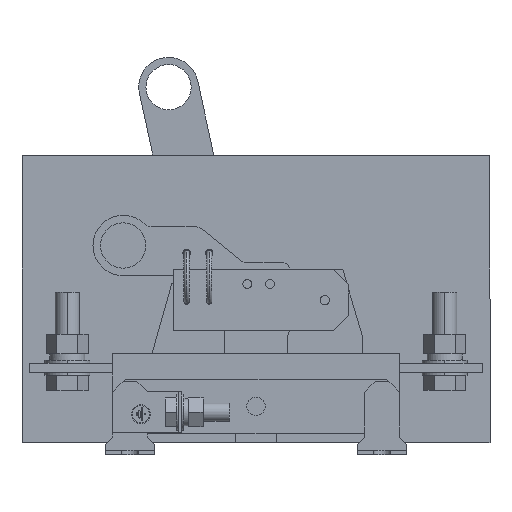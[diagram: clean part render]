
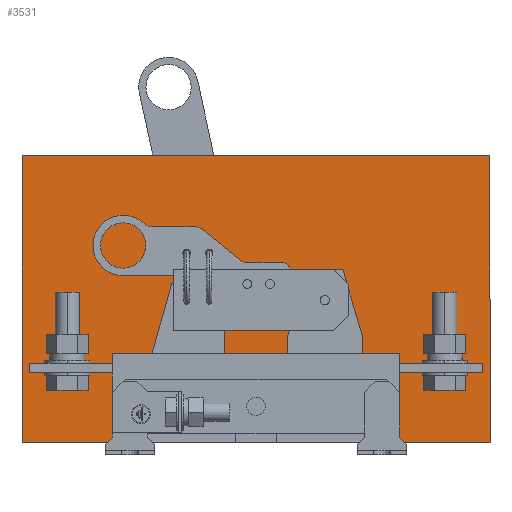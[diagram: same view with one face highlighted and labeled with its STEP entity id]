
A CAD part, left-side view. The second image highlights one B-rep face of the part: STEP entity #3531.
In plain terms, the highlighted planar face has unit normal (-1, 0, 0).
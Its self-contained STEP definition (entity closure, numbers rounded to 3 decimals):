
#273 = LINE ( 'NONE', #18224, #978 ) ;
#471 = CARTESIAN_POINT ( 'NONE',  ( -50., 0., -18. ) ) ;
#683 = VECTOR ( 'NONE', #8608, 1000. ) ;
#685 = EDGE_CURVE ( 'NONE', #24500, #11282, #22735, .T. ) ;
#712 = ORIENTED_EDGE ( 'NONE', *, *, #2774, .F. ) ;
#978 = VECTOR ( 'NONE', #2957, 1000. ) ;
#1010 = DIRECTION ( 'NONE',  ( 0., -1., 0. ) ) ;
#1041 = ORIENTED_EDGE ( 'NONE', *, *, #8539, .F. ) ;
#1256 = VECTOR ( 'NONE', #6087, 1000. ) ;
#1884 = CARTESIAN_POINT ( 'NONE',  ( -50., -155., -23.245 ) ) ;
#2031 = CARTESIAN_POINT ( 'NONE',  ( -50., 0., 18. ) ) ;
#2458 = LINE ( 'NONE', #5791, #14216 ) ;
#2466 = ORIENTED_EDGE ( 'NONE', *, *, #22481, .T. ) ;
#2489 = ORIENTED_EDGE ( 'NONE', *, *, #8721, .F. ) ;
#2572 = VECTOR ( 'NONE', #21416, 1000. ) ;
#2774 = EDGE_CURVE ( 'NONE', #11282, #14891, #20612, .T. ) ;
#2957 = DIRECTION ( 'NONE',  ( 0., 0., -1. ) ) ;
#2968 = CARTESIAN_POINT ( 'NONE',  ( -50., 95.25, -18. ) ) ;
#3016 = CARTESIAN_POINT ( 'NONE',  ( -50., 75.5, 0. ) ) ;
#3107 = CARTESIAN_POINT ( 'NONE',  ( -50., -75.5, 18. ) ) ;
#3117 = VERTEX_POINT ( 'NONE', #1884 ) ;
#3431 = CARTESIAN_POINT ( 'NONE',  ( -50., 95.25, 18. ) ) ;
#3531 = ADVANCED_FACE ( 'NONE', ( #13921 ), #14654, .F. ) ;
#3554 = EDGE_LOOP ( 'NONE', ( #27888, #2466, #14880, #20545, #21885, #27576, #23956, #25286, #20895, #26581, #1041, #2489, #8491, #14900, #20566, #712 ) ) ;
#3583 = CARTESIAN_POINT ( 'NONE',  ( -50., 0., 0. ) ) ;
#3856 = DIRECTION ( 'NONE',  ( 0., -1., 0. ) ) ;
#4324 = CARTESIAN_POINT ( 'NONE',  ( -50., 0., 23.25 ) ) ;
#4336 = DIRECTION ( 'NONE',  ( 0., -1., 0. ) ) ;
#5402 = CARTESIAN_POINT ( 'NONE',  ( -50., 0., -18. ) ) ;
#5614 = CARTESIAN_POINT ( 'NONE',  ( -50., -95.25, 18. ) ) ;
#5631 = EDGE_CURVE ( 'NONE', #21045, #18449, #26961, .T. ) ;
#5791 = CARTESIAN_POINT ( 'NONE',  ( -50., 75.5, 0. ) ) ;
#6087 = DIRECTION ( 'NONE',  ( 0., 0., 1. ) ) ;
#6119 = VECTOR ( 'NONE', #11757, 1000. ) ;
#6358 = CARTESIAN_POINT ( 'NONE',  ( -50., -75.5, -18. ) ) ;
#6507 = EDGE_CURVE ( 'NONE', #16221, #22096, #23961, .T. ) ;
#6557 = CARTESIAN_POINT ( 'NONE',  ( -50., 155., -23.245 ) ) ;
#6632 = LINE ( 'NONE', #3016, #7315 ) ;
#6674 = LINE ( 'NONE', #16431, #16793 ) ;
#6759 = DIRECTION ( 'NONE',  ( 0., 1., 0. ) ) ;
#7002 = CARTESIAN_POINT ( 'NONE',  ( -50., 75.5, -18. ) ) ;
#7192 = VERTEX_POINT ( 'NONE', #17713 ) ;
#7315 = VECTOR ( 'NONE', #18274, 1000. ) ;
#7595 = VECTOR ( 'NONE', #4336, 1000. ) ;
#7848 = EDGE_CURVE ( 'NONE', #18748, #27925, #23883, .T. ) ;
#7854 = VERTEX_POINT ( 'NONE', #3431 ) ;
#8037 = DIRECTION ( 'NONE',  ( 0., 0., -1. ) ) ;
#8095 = CARTESIAN_POINT ( 'NONE',  ( -50., -95.25, -18. ) ) ;
#8287 = LINE ( 'NONE', #2031, #7595 ) ;
#8491 = ORIENTED_EDGE ( 'NONE', *, *, #9447, .F. ) ;
#8539 = EDGE_CURVE ( 'NONE', #16951, #22096, #23505, .T. ) ;
#8573 = LINE ( 'NONE', #19208, #2572 ) ;
#8608 = DIRECTION ( 'NONE',  ( 0., 0., -1. ) ) ;
#8721 = EDGE_CURVE ( 'NONE', #12537, #16951, #24505, .T. ) ;
#8997 = CARTESIAN_POINT ( 'NONE',  ( -50., -95.25, 0. ) ) ;
#9038 = CARTESIAN_POINT ( 'NONE',  ( -50., 95.25, 0. ) ) ;
#9447 = EDGE_CURVE ( 'NONE', #3117, #12537, #12727, .T. ) ;
#11282 = VERTEX_POINT ( 'NONE', #20146 ) ;
#11757 = DIRECTION ( 'NONE',  ( 0., 1., 0. ) ) ;
#12040 = VECTOR ( 'NONE', #22969, 1000. ) ;
#12537 = VERTEX_POINT ( 'NONE', #20549 ) ;
#12684 = DIRECTION ( 'NONE',  ( 1., 0., 0. ) ) ;
#12727 = LINE ( 'NONE', #6557, #17699 ) ;
#13921 = FACE_OUTER_BOUND ( 'NONE', #3554, .T. ) ;
#14216 = VECTOR ( 'NONE', #8037, 1000. ) ;
#14654 = PLANE ( 'NONE',  #25134 ) ;
#14880 = ORIENTED_EDGE ( 'NONE', *, *, #5631, .T. ) ;
#14891 = VERTEX_POINT ( 'NONE', #17565 ) ;
#14900 = ORIENTED_EDGE ( 'NONE', *, *, #24890, .F. ) ;
#14994 = CARTESIAN_POINT ( 'NONE',  ( -50., -155., 166.75 ) ) ;
#15473 = EDGE_CURVE ( 'NONE', #7854, #18449, #24179, .T. ) ;
#15612 = VECTOR ( 'NONE', #6759, 1000. ) ;
#16221 = VERTEX_POINT ( 'NONE', #5614 ) ;
#16431 = CARTESIAN_POINT ( 'NONE',  ( -50., 155., 166.75 ) ) ;
#16793 = VECTOR ( 'NONE', #1010, 1000. ) ;
#16879 = CARTESIAN_POINT ( 'NONE',  ( -50., -75.5, 0. ) ) ;
#16951 = VERTEX_POINT ( 'NONE', #6358 ) ;
#17090 = VECTOR ( 'NONE', #22714, 1000. ) ;
#17565 = CARTESIAN_POINT ( 'NONE',  ( -50., 155., 166.75 ) ) ;
#17594 = CARTESIAN_POINT ( 'NONE',  ( -50., 75.5, -23.245 ) ) ;
#17611 = LINE ( 'NONE', #18144, #6119 ) ;
#17699 = VECTOR ( 'NONE', #19425, 1000. ) ;
#17713 = CARTESIAN_POINT ( 'NONE',  ( -50., 75.5, 18. ) ) ;
#18144 = CARTESIAN_POINT ( 'NONE',  ( -50., 0., 18. ) ) ;
#18224 = CARTESIAN_POINT ( 'NONE',  ( -50., -75.5, 0. ) ) ;
#18274 = DIRECTION ( 'NONE',  ( 0., 0., 1. ) ) ;
#18396 = VECTOR ( 'NONE', #24050, 1000. ) ;
#18449 = VERTEX_POINT ( 'NONE', #2968 ) ;
#18748 = VERTEX_POINT ( 'NONE', #22295 ) ;
#18793 = EDGE_CURVE ( 'NONE', #7192, #7854, #17611, .T. ) ;
#18857 = DIRECTION ( 'NONE',  ( 0., 0., -1. ) ) ;
#19104 = VERTEX_POINT ( 'NONE', #14994 ) ;
#19208 = CARTESIAN_POINT ( 'NONE',  ( -50., -155., 166.75 ) ) ;
#19425 = DIRECTION ( 'NONE',  ( 0., 1., 0. ) ) ;
#19569 = CARTESIAN_POINT ( 'NONE',  ( -50., -75.5, 23.25 ) ) ;
#19934 = VECTOR ( 'NONE', #23393, 1000. ) ;
#20146 = CARTESIAN_POINT ( 'NONE',  ( -50., 155., -23.245 ) ) ;
#20545 = ORIENTED_EDGE ( 'NONE', *, *, #15473, .F. ) ;
#20549 = CARTESIAN_POINT ( 'NONE',  ( -50., -75.5, -23.245 ) ) ;
#20566 = ORIENTED_EDGE ( 'NONE', *, *, #21216, .F. ) ;
#20612 = LINE ( 'NONE', #23763, #19934 ) ;
#20895 = ORIENTED_EDGE ( 'NONE', *, *, #23865, .T. ) ;
#21045 = VERTEX_POINT ( 'NONE', #7002 ) ;
#21216 = EDGE_CURVE ( 'NONE', #14891, #19104, #6674, .T. ) ;
#21416 = DIRECTION ( 'NONE',  ( 0., 0., -1. ) ) ;
#21885 = ORIENTED_EDGE ( 'NONE', *, *, #18793, .F. ) ;
#22096 = VERTEX_POINT ( 'NONE', #8095 ) ;
#22295 = CARTESIAN_POINT ( 'NONE',  ( -50., 75.5, 23.25 ) ) ;
#22481 = EDGE_CURVE ( 'NONE', #24500, #21045, #6632, .T. ) ;
#22504 = CARTESIAN_POINT ( 'NONE',  ( -50., 155., -23.245 ) ) ;
#22714 = DIRECTION ( 'NONE',  ( 0., -1., 0. ) ) ;
#22735 = LINE ( 'NONE', #22504, #12040 ) ;
#22969 = DIRECTION ( 'NONE',  ( 0., 1., 0. ) ) ;
#23198 = VECTOR ( 'NONE', #3856, 1000. ) ;
#23393 = DIRECTION ( 'NONE',  ( 0., 0., 1. ) ) ;
#23505 = LINE ( 'NONE', #5402, #17090 ) ;
#23763 = CARTESIAN_POINT ( 'NONE',  ( -50., 155., 166.75 ) ) ;
#23865 = EDGE_CURVE ( 'NONE', #24152, #16221, #8287, .T. ) ;
#23883 = LINE ( 'NONE', #4324, #23198 ) ;
#23956 = ORIENTED_EDGE ( 'NONE', *, *, #7848, .T. ) ;
#23961 = LINE ( 'NONE', #8997, #683 ) ;
#24050 = DIRECTION ( 'NONE',  ( 0., 0., -1. ) ) ;
#24152 = VERTEX_POINT ( 'NONE', #3107 ) ;
#24179 = LINE ( 'NONE', #9038, #18396 ) ;
#24500 = VERTEX_POINT ( 'NONE', #17594 ) ;
#24505 = LINE ( 'NONE', #16879, #1256 ) ;
#24890 = EDGE_CURVE ( 'NONE', #19104, #3117, #8573, .T. ) ;
#25134 = AXIS2_PLACEMENT_3D ( 'NONE', #3583, #12684, #18857 ) ;
#25286 = ORIENTED_EDGE ( 'NONE', *, *, #27045, .T. ) ;
#26550 = EDGE_CURVE ( 'NONE', #18748, #7192, #2458, .T. ) ;
#26581 = ORIENTED_EDGE ( 'NONE', *, *, #6507, .T. ) ;
#26961 = LINE ( 'NONE', #471, #15612 ) ;
#27045 = EDGE_CURVE ( 'NONE', #27925, #24152, #273, .T. ) ;
#27576 = ORIENTED_EDGE ( 'NONE', *, *, #26550, .F. ) ;
#27888 = ORIENTED_EDGE ( 'NONE', *, *, #685, .F. ) ;
#27925 = VERTEX_POINT ( 'NONE', #19569 ) ;
